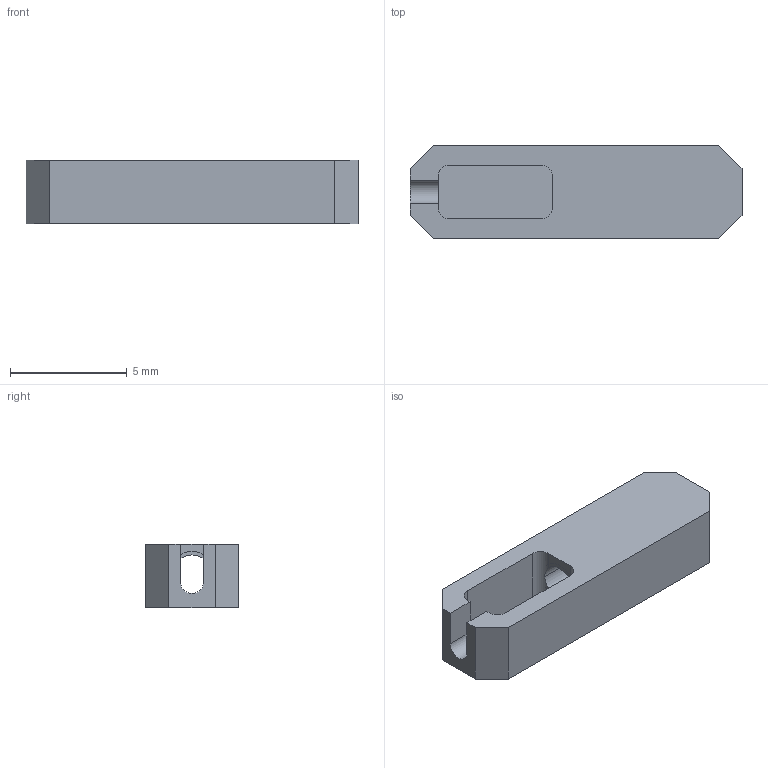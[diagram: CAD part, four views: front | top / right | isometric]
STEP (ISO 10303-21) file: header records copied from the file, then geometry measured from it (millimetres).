
FILE_DESCRIPTION((''),'2;1');
FILE_NAME('RC_IIT_010_P_022','2021-10-19T14:05:29',('silo-mech'),(''),'CREO PARAMETRIC BY PTC INC, 2020454','CREO PARAMETRIC BY PTC INC, 2020454','');
FILE_SCHEMA(('CONFIG_CONTROL_DESIGN'));
Length unit declared in the file: millimetre
Products named in the file (1): RC_IIT_010_P_022
Bounding box: 14.2 x 4 x 2.7 mm (x, y, z)
Volume: 100.6 mm3; surface area: 324.3 mm2
Topology: 1 solids, 2 shells, 27 faces, 78 edges, 52 vertices
Faces by surface type: plane 18, cylinder 9
Entity records: 970 total; most frequent: CARTESIAN_POINT 198, ORIENTED_EDGE 152, DIRECTION 148, EDGE_CURVE 78, VECTOR 56, LINE 56, VERTEX_POINT 52, AXIS2_PLACEMENT_3D 46
